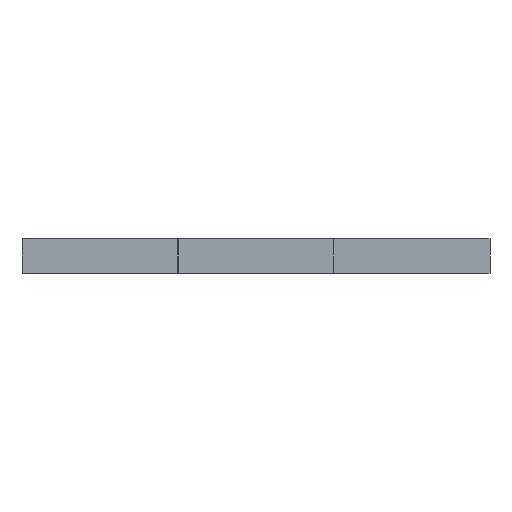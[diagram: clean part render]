
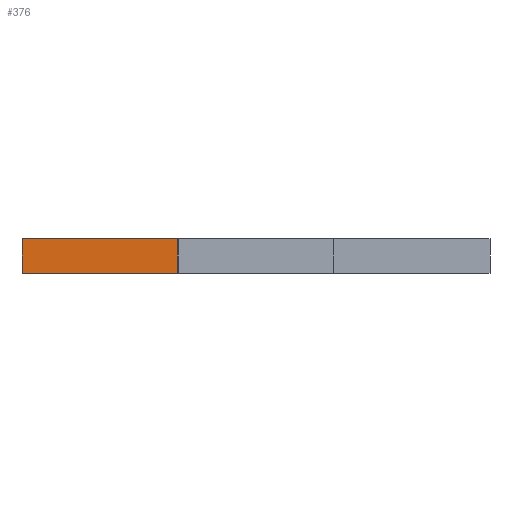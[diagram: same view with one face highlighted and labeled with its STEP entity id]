
A CAD part, front view. The second image highlights one B-rep face of the part: STEP entity #376.
In plain terms, the highlighted planar face has unit normal (-0.003, -1, 0).
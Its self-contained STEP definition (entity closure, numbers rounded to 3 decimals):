
#320=CARTESIAN_POINT('',(-0.01,-56.356,0.));
#321=VERTEX_POINT('',#320);
#328=CARTESIAN_POINT('',(-0.01,-56.356,3.));
#329=VERTEX_POINT('',#328);
#330=CARTESIAN_POINT('',(-0.01,-56.356,3.));
#331=DIRECTION('',(0.,0.,-1.));
#332=VECTOR('',#331,3.);
#333=LINE('',#330,#332);
#334=EDGE_CURVE('',#329,#321,#333,.T.);
#346=CARTESIAN_POINT('',(-0.01,-56.356,3.));
#347=DIRECTION('',(0.002,1.,0.));
#348=DIRECTION('',(-1.,0.002,0.));
#349=AXIS2_PLACEMENT_3D('',#346,#347,#348);
#350=PLANE('',#349);
#351=CARTESIAN_POINT('',(13.35,-56.389,0.));
#352=VERTEX_POINT('',#351);
#353=CARTESIAN_POINT('',(-0.01,-56.356,0.));
#354=DIRECTION('',(1.,-0.002,0.));
#355=VECTOR('',#354,13.36);
#356=LINE('',#353,#355);
#357=EDGE_CURVE('',#321,#352,#356,.T.);
#358=ORIENTED_EDGE('',*,*,#357,.T.);
#359=CARTESIAN_POINT('',(13.35,-56.389,3.));
#360=VERTEX_POINT('',#359);
#361=CARTESIAN_POINT('',(13.35,-56.389,3.));
#362=DIRECTION('',(0.,0.,-1.));
#363=VECTOR('',#362,3.);
#364=LINE('',#361,#363);
#365=EDGE_CURVE('',#360,#352,#364,.T.);
#366=ORIENTED_EDGE('',*,*,#365,.F.);
#367=CARTESIAN_POINT('',(-0.01,-56.356,3.));
#368=DIRECTION('',(1.,-0.002,0.));
#369=VECTOR('',#368,13.36);
#370=LINE('',#367,#369);
#371=EDGE_CURVE('',#329,#360,#370,.T.);
#372=ORIENTED_EDGE('',*,*,#371,.F.);
#373=ORIENTED_EDGE('',*,*,#334,.T.);
#374=EDGE_LOOP('',(#358,#366,#372,#373));
#375=FACE_BOUND('',#374,.T.);
#376=ADVANCED_FACE('',(#375),#350,.F.);
